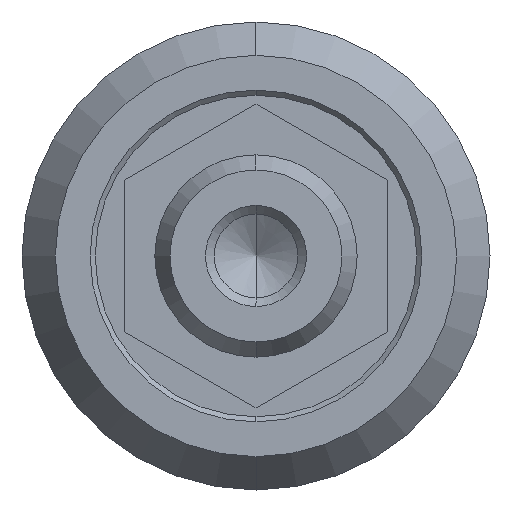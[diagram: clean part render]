
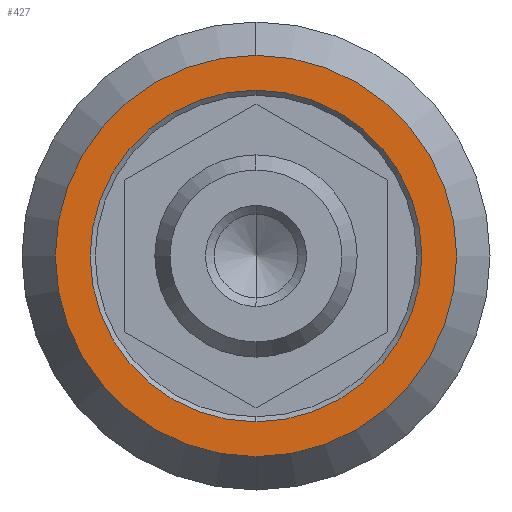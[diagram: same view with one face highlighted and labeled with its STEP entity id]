
A CAD part, left-side view. The second image highlights one B-rep face of the part: STEP entity #427.
In plain terms, the highlighted planar face has unit normal (-1, 0, 0).
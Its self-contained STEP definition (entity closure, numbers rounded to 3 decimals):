
#87 = ORIENTED_EDGE ( 'NONE', *, *, #1040, .F. ) ;
#88 = ORIENTED_EDGE ( 'NONE', *, *, #1087, .F. ) ;
#89 = ORIENTED_EDGE ( 'NONE', *, *, #1031, .T. ) ;
#90 = ORIENTED_EDGE ( 'NONE', *, *, #1082, .T. ) ;
#138 = EDGE_LOOP ( 'NONE', ( #89, #90 ) ) ;
#139 = EDGE_LOOP ( 'NONE', ( #87, #88 ) ) ;
#247 = FACE_OUTER_BOUND ( 'NONE', #139, .T. ) ;
#257 = FACE_BOUND ( 'NONE', #138, .T. ) ;
#294 = CIRCLE ( 'NONE', #460, 8.2 ) ;
#308 = CIRCLE ( 'NONE', #476, 9.92 ) ;
#378 = CIRCLE ( 'NONE', #489, 8.2 ) ;
#381 = CIRCLE ( 'NONE', #488, 9.92 ) ;
#427 = ADVANCED_FACE ( 'NONE', ( #247, #257 ), #908, .T. ) ;
#453 = AXIS2_PLACEMENT_3D ( 'NONE', #907, #909, #910 ) ;
#460 = AXIS2_PLACEMENT_3D ( 'NONE', #559, #560, #561 ) ;
#476 = AXIS2_PLACEMENT_3D ( 'NONE', #580, #581, #582 ) ;
#488 = AXIS2_PLACEMENT_3D ( 'NONE', #684, #693, #694 ) ;
#489 = AXIS2_PLACEMENT_3D ( 'NONE', #663, #680, #681 ) ;
#559 = CARTESIAN_POINT ( 'NONE',  ( 6., 0., 0. ) ) ;
#560 = DIRECTION ( 'NONE',  ( 1., 0., 0. ) ) ;
#561 = DIRECTION ( 'NONE',  ( 0., 0., 1. ) ) ;
#580 = CARTESIAN_POINT ( 'NONE',  ( 6., 0., 0. ) ) ;
#581 = DIRECTION ( 'NONE',  ( 1., 0., 0. ) ) ;
#582 = DIRECTION ( 'NONE',  ( 0., 0., -1. ) ) ;
#663 = CARTESIAN_POINT ( 'NONE',  ( 6., 0., 0. ) ) ;
#680 = DIRECTION ( 'NONE',  ( 1., 0., 0. ) ) ;
#681 = DIRECTION ( 'NONE',  ( 0., 0., 1. ) ) ;
#684 = CARTESIAN_POINT ( 'NONE',  ( 6., 0., 0. ) ) ;
#693 = DIRECTION ( 'NONE',  ( 1., 0., 0. ) ) ;
#694 = DIRECTION ( 'NONE',  ( 0., 0., -1. ) ) ;
#769 = VERTEX_POINT ( 'NONE', #975 ) ;
#775 = VERTEX_POINT ( 'NONE', #980 ) ;
#787 = VERTEX_POINT ( 'NONE', #988 ) ;
#790 = VERTEX_POINT ( 'NONE', #991 ) ;
#907 = CARTESIAN_POINT ( 'NONE',  ( 6., 9.06, 0. ) ) ;
#908 = PLANE ( 'NONE',  #453 ) ;
#909 = DIRECTION ( 'NONE',  ( -1., 0., 0. ) ) ;
#910 = DIRECTION ( 'NONE',  ( 0., -1., 0. ) ) ;
#975 = CARTESIAN_POINT ( 'NONE',  ( 6., 0., 8.2 ) ) ;
#980 = CARTESIAN_POINT ( 'NONE',  ( 6., 0., -8.2 ) ) ;
#988 = CARTESIAN_POINT ( 'NONE',  ( 6., 0., -9.92 ) ) ;
#991 = CARTESIAN_POINT ( 'NONE',  ( 6., 0., 9.92 ) ) ;
#1031 = EDGE_CURVE ( 'NONE', #769, #775, #294, .T. ) ;
#1040 = EDGE_CURVE ( 'NONE', #787, #790, #308, .T. ) ;
#1082 = EDGE_CURVE ( 'NONE', #775, #769, #378, .T. ) ;
#1087 = EDGE_CURVE ( 'NONE', #790, #787, #381, .T. ) ;
